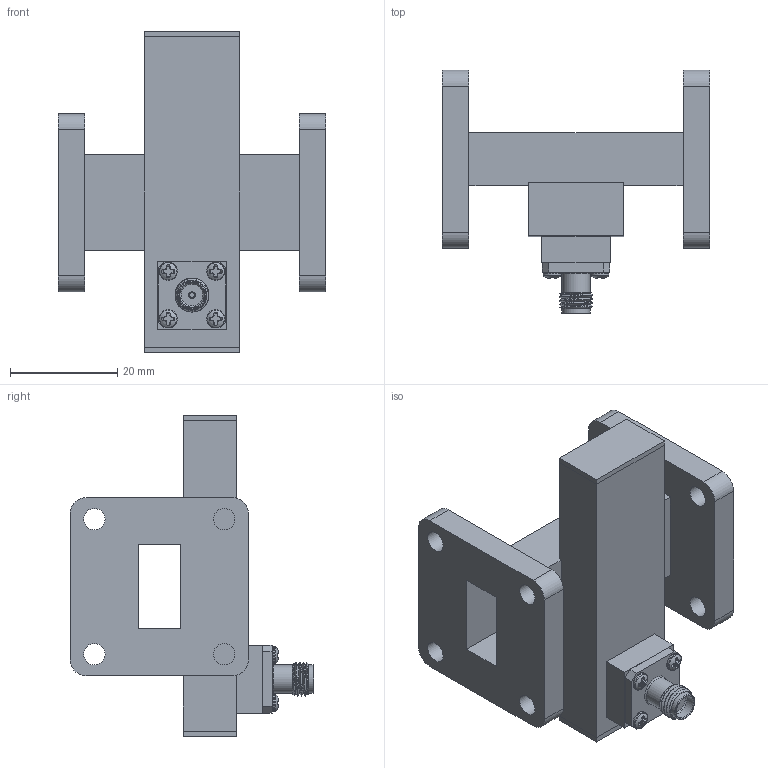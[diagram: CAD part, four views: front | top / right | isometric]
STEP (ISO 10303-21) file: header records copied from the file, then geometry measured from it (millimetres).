
FILE_DESCRIPTION (( 'STEP AP203' ), '1' );
FILE_NAME ('FMWCP1086S-40_3D.step', '2022-07-28T23:01:19', ( '' ), ( '' ), 'SwSTEP 2.0', 'SolidWorks 2021', '' );
FILE_SCHEMA (( 'CONFIG_CONTROL_DESIGN' ));
Length unit declared in the file: inch
Products named in the file (1): FMWCP1086S-40_3D
Bounding box: 50 x 45.53 x 60 mm (x, y, z)
Volume: 23045.1 mm3; surface area: 13759.1 mm2
Topology: 1 solids, 6 shells, 301 faces, 790 edges, 522 vertices
Faces by surface type: plane 141, cylinder 114, cone 22, bspline 11, torus 9, sphere 4
Full cylindrical faces by diameter (mm): 0.94 x1, 1.016 x1, 1.194 x1, 1.27 x1, 1.854 x5, 3.393 x4, 4 x8, 4.521 x1, 5.08 x1, 5.334 x2
Entity records: 15472 total; most frequent: CARTESIAN_POINT 8579, ORIENTED_EDGE 1466, DIRECTION 1304, EDGE_CURVE 733, VERTEX_POINT 507, AXIS2_PLACEMENT_3D 494, EDGE_LOOP 382, FACE_OUTER_BOUND 335
